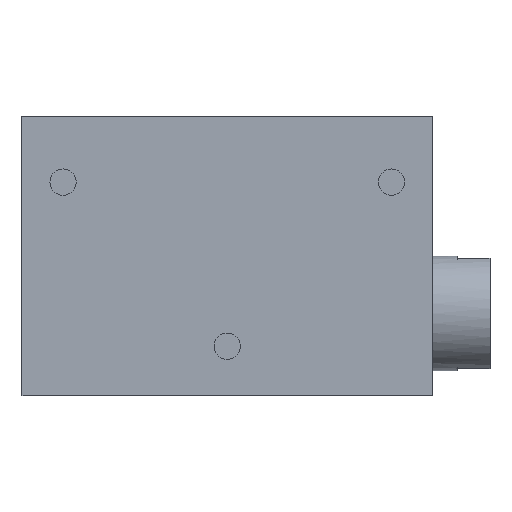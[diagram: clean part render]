
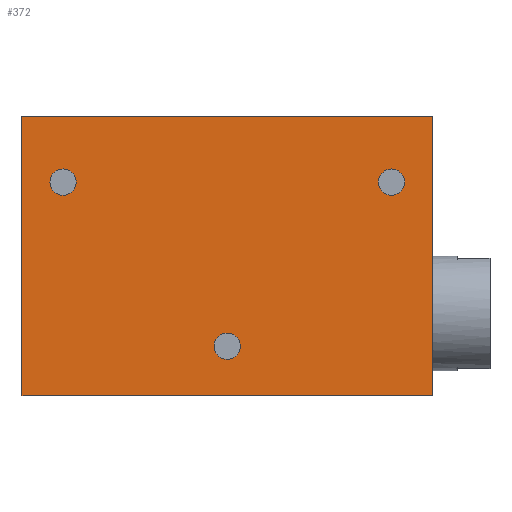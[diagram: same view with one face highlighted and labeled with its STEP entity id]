
A CAD part, front view. The second image highlights one B-rep face of the part: STEP entity #372.
In plain terms, the highlighted planar face has unit normal (0, -1, 0).
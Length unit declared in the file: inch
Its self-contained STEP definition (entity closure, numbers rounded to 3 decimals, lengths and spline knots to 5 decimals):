
#5=DIRECTION('',(1.,0.,0.));
#6=VECTOR('',#5,0.25);
#7=CARTESIAN_POINT('',(0.,-0.25,0.));
#8=LINE('',#7,#6);
#25=DIRECTION('',(0.,0.,1.));
#26=VECTOR('',#25,0.17);
#27=CARTESIAN_POINT('',(0.25,-0.25,0.));
#28=LINE('',#27,#26);
#39=DIRECTION('',(0.,0.,1.));
#40=VECTOR('',#39,0.17);
#41=CARTESIAN_POINT('',(0.,-0.25,0.));
#42=LINE('',#41,#40);
#43=CARTESIAN_POINT('',(0.025,-0.25,0.13));
#44=DIRECTION('',(0.,-1.,0.));
#45=DIRECTION('',(1.,0.,0.));
#46=AXIS2_PLACEMENT_3D('',#43,#44,#45);
#48=CARTESIAN_POINT('',(0.025,-0.25,0.13));
#49=DIRECTION('',(0.,-1.,0.));
#50=DIRECTION('',(-1.,0.,0.));
#51=AXIS2_PLACEMENT_3D('',#48,#49,#50);
#53=CARTESIAN_POINT('',(0.125,-0.25,0.03));
#54=DIRECTION('',(0.,-1.,0.));
#55=DIRECTION('',(1.,0.,0.));
#56=AXIS2_PLACEMENT_3D('',#53,#54,#55);
#58=CARTESIAN_POINT('',(0.125,-0.25,0.03));
#59=DIRECTION('',(0.,-1.,0.));
#60=DIRECTION('',(-1.,0.,0.));
#61=AXIS2_PLACEMENT_3D('',#58,#59,#60);
#63=CARTESIAN_POINT('',(0.225,-0.25,0.13));
#64=DIRECTION('',(0.,-1.,0.));
#65=DIRECTION('',(1.,0.,0.));
#66=AXIS2_PLACEMENT_3D('',#63,#64,#65);
#68=CARTESIAN_POINT('',(0.225,-0.25,0.13));
#69=DIRECTION('',(0.,-1.,0.));
#70=DIRECTION('',(-1.,0.,0.));
#71=AXIS2_PLACEMENT_3D('',#68,#69,#70);
#85=DIRECTION('',(1.,0.,0.));
#86=VECTOR('',#85,0.25);
#87=CARTESIAN_POINT('',(0.,-0.25,0.17));
#88=LINE('',#87,#86);
#214=CARTESIAN_POINT('',(0.,-0.25,0.));
#216=VERTEX_POINT('',#214);
#217=CARTESIAN_POINT('',(0.25,-0.25,0.));
#218=VERTEX_POINT('',#217);
#222=CARTESIAN_POINT('',(0.,-0.25,0.17));
#224=VERTEX_POINT('',#222);
#225=CARTESIAN_POINT('',(0.25,-0.25,0.17));
#226=VERTEX_POINT('',#225);
#265=CARTESIAN_POINT('',(0.033,-0.25,0.13));
#266=CARTESIAN_POINT('',(0.017,-0.25,0.13));
#267=VERTEX_POINT('',#265);
#268=VERTEX_POINT('',#266);
#269=CARTESIAN_POINT('',(0.133,-0.25,0.03));
#270=CARTESIAN_POINT('',(0.117,-0.25,0.03));
#271=VERTEX_POINT('',#269);
#272=VERTEX_POINT('',#270);
#273=CARTESIAN_POINT('',(0.233,-0.25,0.13));
#274=CARTESIAN_POINT('',(0.217,-0.25,0.13));
#275=VERTEX_POINT('',#273);
#276=VERTEX_POINT('',#274);
#342=CARTESIAN_POINT('',(0.,-0.25,0.));
#343=DIRECTION('',(0.,-1.,0.));
#344=DIRECTION('',(1.,0.,0.));
#345=AXIS2_PLACEMENT_3D('',#342,#343,#344);
#346=PLANE('',#345);
#347=ORIENTED_EDGE('',*,*,#284,.F.);
#348=ORIENTED_EDGE('',*,*,#303,.T.);
#350=ORIENTED_EDGE('',*,*,#349,.T.);
#351=ORIENTED_EDGE('',*,*,#328,.F.);
#352=EDGE_LOOP('',(#347,#348,#350,#351));
#353=FACE_OUTER_BOUND('',#352,.F.);
#355=ORIENTED_EDGE('',*,*,#354,.T.);
#357=ORIENTED_EDGE('',*,*,#356,.T.);
#358=EDGE_LOOP('',(#355,#357));
#359=FACE_BOUND('',#358,.F.);
#361=ORIENTED_EDGE('',*,*,#360,.T.);
#363=ORIENTED_EDGE('',*,*,#362,.T.);
#364=EDGE_LOOP('',(#361,#363));
#365=FACE_BOUND('',#364,.F.);
#367=ORIENTED_EDGE('',*,*,#366,.T.);
#369=ORIENTED_EDGE('',*,*,#368,.T.);
#370=EDGE_LOOP('',(#367,#369));
#371=FACE_BOUND('',#370,.F.);
#372=ADVANCED_FACE('',(#353,#359,#365,#371),#346,.T.);
#47=CIRCLE('',#46,0.008);
#52=CIRCLE('',#51,0.008);
#57=CIRCLE('',#56,0.008);
#62=CIRCLE('',#61,0.008);
#67=CIRCLE('',#66,0.008);
#72=CIRCLE('',#71,0.008);
#284=EDGE_CURVE('',#216,#218,#8,.T.);
#303=EDGE_CURVE('',#216,#224,#42,.T.);
#328=EDGE_CURVE('',#218,#226,#28,.T.);
#349=EDGE_CURVE('',#224,#226,#88,.T.);
#354=EDGE_CURVE('',#267,#268,#47,.T.);
#356=EDGE_CURVE('',#268,#267,#52,.T.);
#360=EDGE_CURVE('',#271,#272,#57,.T.);
#362=EDGE_CURVE('',#272,#271,#62,.T.);
#366=EDGE_CURVE('',#275,#276,#67,.T.);
#368=EDGE_CURVE('',#276,#275,#72,.T.);
